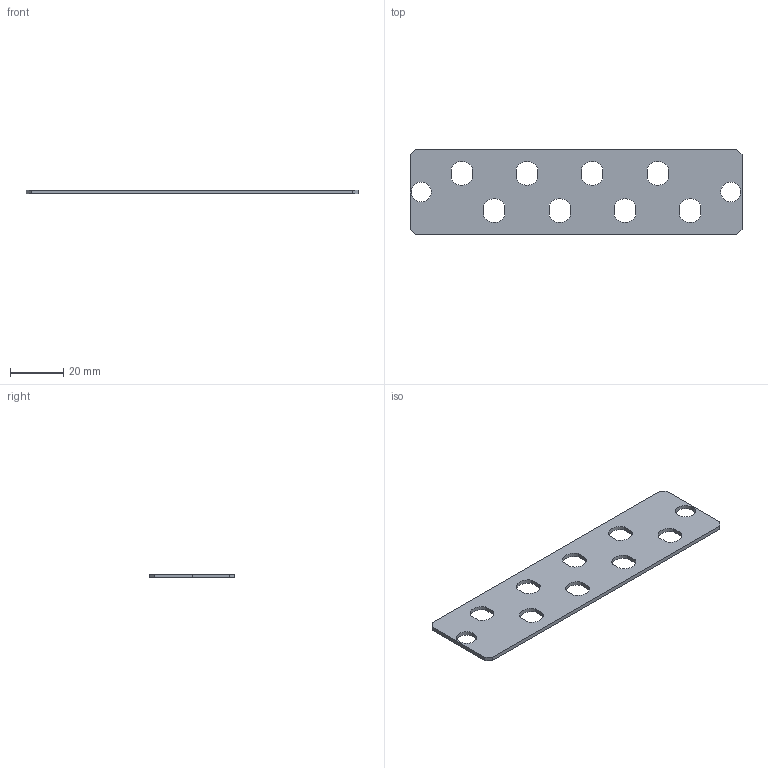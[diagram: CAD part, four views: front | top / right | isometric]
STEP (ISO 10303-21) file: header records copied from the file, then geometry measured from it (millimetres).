
FILE_DESCRIPTION (( 'STEP AP203' ), '1' );
FILE_NAME ('FOBX-P8-FX ITK Ïàíåëü äëÿ 8-ìè îïòè÷åñêèõ àäàïòåðîâ (FC èëè ST â 19 êðîññ).STEP', '2017-09-12T11:07:27', ( '' ), ( '' ), 'SwSTEP 2.0', 'SolidWorks 2014', '' );
FILE_SCHEMA (( 'CONFIG_CONTROL_DESIGN' ));
Length unit declared in the file: millimetre
Products named in the file (2): FOBX-P8-FX ITK Ïàíåëü äëÿ 8-ìè îïòè÷åñêèõ àäàïòåðîâ (FC èëè ST â 19 êðîññ)
Bounding box: 125 x 32 x 1.5 mm (x, y, z)
Volume: 5125.4 mm3; surface area: 7704 mm2
Topology: 1 solids, 1 shells, 46 faces, 132 edges, 88 vertices
Faces by surface type: plane 26, cylinder 20
Entity records: 1711 total; most frequent: DIRECTION 268, CARTESIAN_POINT 268, ORIENTED_EDGE 264, EDGE_CURVE 132, VECTOR 92, LINE 92, AXIS2_PLACEMENT_3D 88, VERTEX_POINT 88
